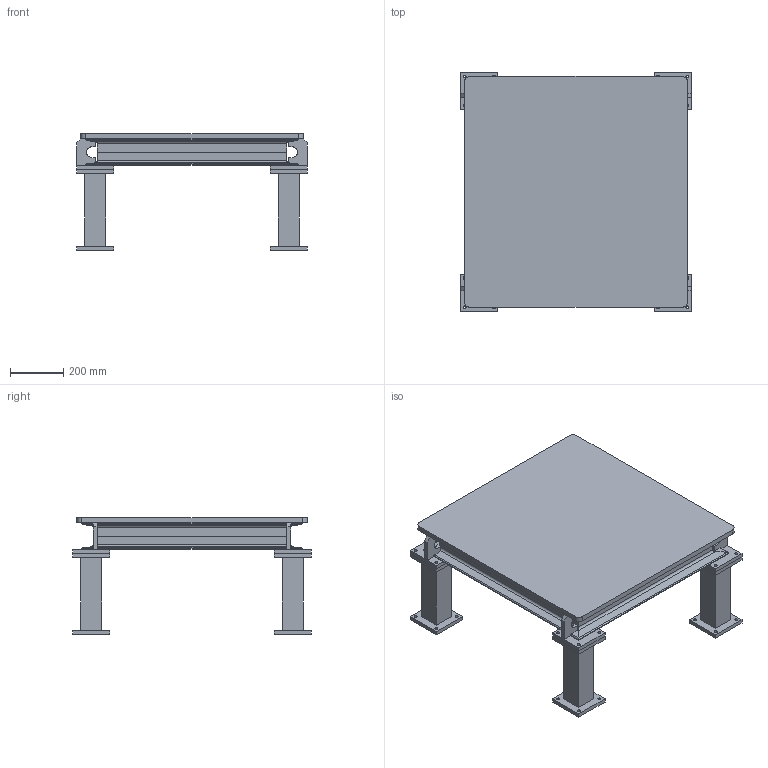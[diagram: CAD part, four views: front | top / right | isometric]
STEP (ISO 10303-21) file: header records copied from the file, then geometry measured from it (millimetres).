
FILE_DESCRIPTION(('CATIA V5 STEP Exchange','CAx-IF Rec.Pracs.--- Model Styling and Organization---1.4--- 2014-01-23','CAx-IF Rec.Pracs.---3D Tessellated Data Validation Properties---0.5---2014-09-14'),'2;1');
FILE_NAME('Base-870.0-840.0-440.0.stp','2024-01-29T07:02:35+00:00',('none'),('none'),'CATIA Version 5-6 Release 2019 SP6','CATIA V5 STEP AP242 v1','none');
FILE_SCHEMA(('AP242_MANAGED_MODEL_BASED_3D_ENGINEERING_MIM_LF {1 0 10303 442 1 1 4}'));
Length unit declared in the file: millimetre
Products named in the file (12): Base-1000*1600; 上钢板-demo; 槽钢C10-760; 槽钢C10-1160; 下钢板1; 吊环; 地脚; 方钢; Symmetry of 吊环; Symmetry of 下钢板1; Symmetry of Symmetry of 吊环; Symmetry of Symmetry of 下钢板1
Assembly tree (20 placements, depth 3):
  Base-1000*1600
    上钢板-demo
    槽钢C10-760  x2
    槽钢C10-1160  x2
    下钢板1
    吊环
    地脚  x4
      下钢板1
      方钢
    Symmetry of 吊环  x2
    Symmetry of 下钢板1  x2
    Symmetry of Symmetry of 吊环
    Symmetry of Symmetry of 下钢板1
Bounding box: 870 x 900 x 440 mm (x, y, z)
Volume: 23850931.9 mm3; surface area: 3958289.5 mm2
Topology: 25 solids, 25 shells, 350 faces, 900 edges, 600 vertices
Faces by surface type: plane 222, cylinder 128
Entity records: 4780 total; most frequent: CARTESIAN_POINT 989, ORIENTED_EDGE 750, DIRECTION 681, EDGE_CURVE 375, VECTOR 285, LINE 285, VERTEX_POINT 250, AXIS2_PLACEMENT_3D 235
